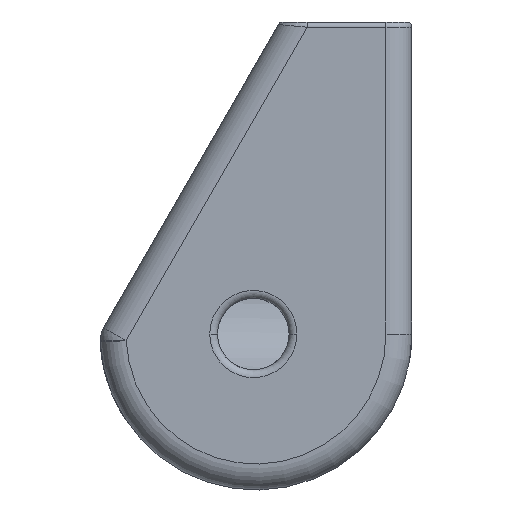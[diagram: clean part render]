
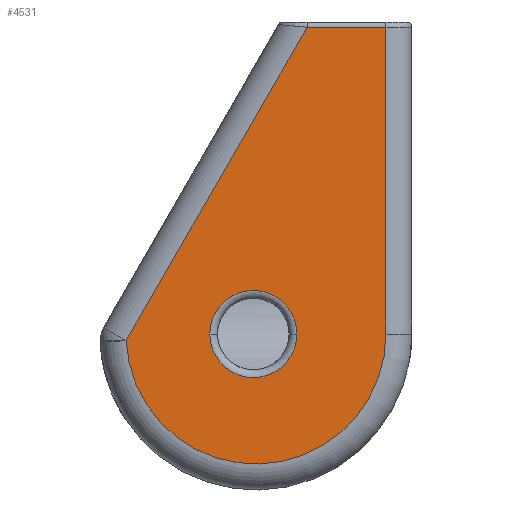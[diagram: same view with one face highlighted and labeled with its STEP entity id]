
A CAD part, left-side view. The second image highlights one B-rep face of the part: STEP entity #4531.
In plain terms, the highlighted planar face has unit normal (-1, 0, 0).
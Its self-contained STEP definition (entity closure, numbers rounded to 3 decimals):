
#139 = CARTESIAN_POINT ( 'NONE',  ( -52.35, 66., 0. ) ) ;
#212 = CARTESIAN_POINT ( 'NONE',  ( -52.35, 67.938, 13.696 ) ) ;
#422 = VECTOR ( 'NONE', #4059, 1000. ) ;
#438 = CARTESIAN_POINT ( 'NONE',  ( -52.35, 66., 11.8 ) ) ;
#588 = CIRCLE ( 'NONE', #4129, 1.675 ) ;
#594 = FACE_BOUND ( 'NONE', #4883, .T. ) ;
#644 = AXIS2_PLACEMENT_3D ( 'NONE', #2070, #4579, #1616 ) ;
#649 = DIRECTION ( 'NONE',  ( 0., 1., 0. ) ) ;
#899 = DIRECTION ( 'NONE',  ( 0., 1., 0. ) ) ;
#1055 = CIRCLE ( 'NONE', #644, 1.675 ) ;
#1142 = CIRCLE ( 'NONE', #5526, 5. ) ;
#1167 = DIRECTION ( 'NONE',  ( 1., 0., 0. ) ) ;
#1190 = ORIENTED_EDGE ( 'NONE', *, *, #3005, .T. ) ;
#1271 = CARTESIAN_POINT ( 'NONE',  ( -52.35, 75.993, -0.257 ) ) ;
#1376 = LINE ( 'NONE', #1814, #3169 ) ;
#1606 = DIRECTION ( 'NONE',  ( 0., 1., 0. ) ) ;
#1616 = DIRECTION ( 'NONE',  ( 0., 1., 0. ) ) ;
#1677 = EDGE_CURVE ( 'NONE', #3747, #5134, #5638, .T. ) ;
#1814 = CARTESIAN_POINT ( 'NONE',  ( -52.35, 70.072, 11.8 ) ) ;
#1841 = ORIENTED_EDGE ( 'NONE', *, *, #4021, .T. ) ;
#1944 = EDGE_CURVE ( 'NONE', #5569, #4849, #588, .T. ) ;
#1957 = DIRECTION ( 'NONE',  ( -1., 0., 0. ) ) ;
#2053 = CARTESIAN_POINT ( 'NONE',  ( -52.35, 65., 12. ) ) ;
#2070 = CARTESIAN_POINT ( 'NONE',  ( -52.35, 71.1, 0. ) ) ;
#2648 = CARTESIAN_POINT ( 'NONE',  ( -52.35, 71.1, 0. ) ) ;
#3005 = EDGE_CURVE ( 'NONE', #4849, #5569, #1055, .T. ) ;
#3169 = VECTOR ( 'NONE', #899, 1000. ) ;
#3501 = DIRECTION ( 'NONE',  ( 1., 0., 0. ) ) ;
#3520 = ORIENTED_EDGE ( 'NONE', *, *, #1944, .T. ) ;
#3722 = VERTEX_POINT ( 'NONE', #4397 ) ;
#3747 = VERTEX_POINT ( 'NONE', #139 ) ;
#3837 = CARTESIAN_POINT ( 'NONE',  ( -52.35, 69.425, 0. ) ) ;
#3873 = AXIS2_PLACEMENT_3D ( 'NONE', #2053, #1167, #1606 ) ;
#3911 = ORIENTED_EDGE ( 'NONE', *, *, #5828, .T. ) ;
#3922 = CARTESIAN_POINT ( 'NONE',  ( -52.35, 71., 0. ) ) ;
#3937 = CARTESIAN_POINT ( 'NONE',  ( -52.35, 72.775, 0. ) ) ;
#4019 = EDGE_LOOP ( 'NONE', ( #3911, #1841, #5262, #5945 ) ) ;
#4021 = EDGE_CURVE ( 'NONE', #3722, #5038, #4574, .T. ) ;
#4059 = DIRECTION ( 'NONE',  ( 0., 0.5, -0.866 ) ) ;
#4129 = AXIS2_PLACEMENT_3D ( 'NONE', #2648, #3501, #649 ) ;
#4246 = DIRECTION ( 'NONE',  ( 0., 0., 1. ) ) ;
#4397 = CARTESIAN_POINT ( 'NONE',  ( -52.35, 69.033, 11.8 ) ) ;
#4531 = ADVANCED_FACE ( 'NONE', ( #594, #5992 ), #5502, .F. ) ;
#4574 = LINE ( 'NONE', #212, #422 ) ;
#4579 = DIRECTION ( 'NONE',  ( 1., 0., 0. ) ) ;
#4631 = CARTESIAN_POINT ( 'NONE',  ( -52.35, 66., 12. ) ) ;
#4849 = VERTEX_POINT ( 'NONE', #3937 ) ;
#4883 = EDGE_LOOP ( 'NONE', ( #1190, #3520 ) ) ;
#5038 = VERTEX_POINT ( 'NONE', #1271 ) ;
#5134 = VERTEX_POINT ( 'NONE', #438 ) ;
#5262 = ORIENTED_EDGE ( 'NONE', *, *, #5617, .T. ) ;
#5411 = DIRECTION ( 'NONE',  ( 0., 1., 0. ) ) ;
#5502 = PLANE ( 'NONE',  #3873 ) ;
#5526 = AXIS2_PLACEMENT_3D ( 'NONE', #3922, #1957, #5411 ) ;
#5569 = VERTEX_POINT ( 'NONE', #3837 ) ;
#5617 = EDGE_CURVE ( 'NONE', #5038, #3747, #1142, .T. ) ;
#5638 = LINE ( 'NONE', #4631, #5873 ) ;
#5828 = EDGE_CURVE ( 'NONE', #5134, #3722, #1376, .T. ) ;
#5873 = VECTOR ( 'NONE', #4246, 1000. ) ;
#5945 = ORIENTED_EDGE ( 'NONE', *, *, #1677, .T. ) ;
#5992 = FACE_OUTER_BOUND ( 'NONE', #4019, .T. ) ;
